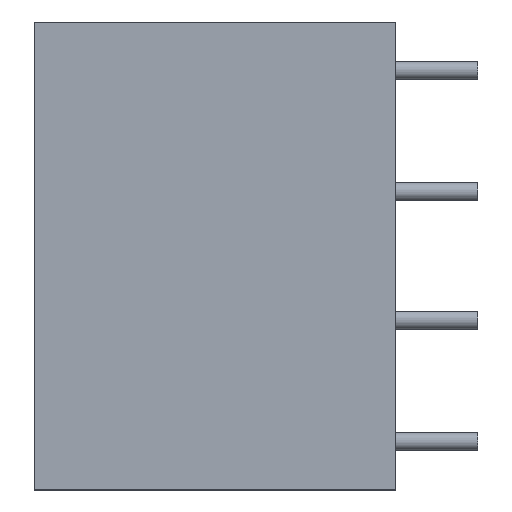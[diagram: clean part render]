
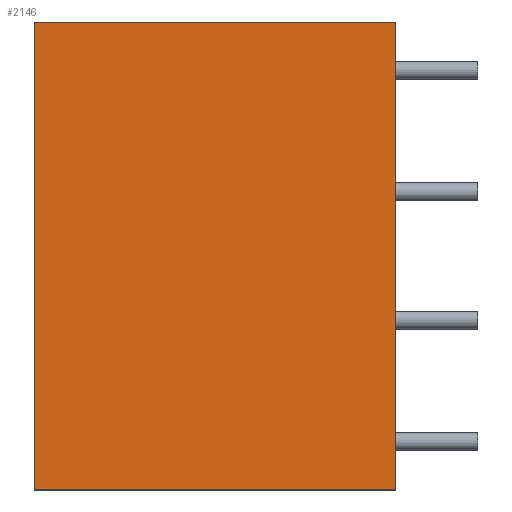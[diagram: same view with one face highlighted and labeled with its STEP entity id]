
A CAD part, left-side view. The second image highlights one B-rep face of the part: STEP entity #2146.
In plain terms, the highlighted planar face has unit normal (-1, 0, 0).
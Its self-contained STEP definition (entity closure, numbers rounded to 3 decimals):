
#121 = CARTESIAN_POINT ( 'NONE',  ( -23.75, 22., 3.9 ) ) ;
#139 = DIRECTION ( 'NONE',  ( -1., 0., 0. ) ) ;
#174 = EDGE_CURVE ( 'NONE', #1239, #421, #2104, .T. ) ;
#183 = CARTESIAN_POINT ( 'NONE',  ( -23.75, 22., 14.25 ) ) ;
#265 = CARTESIAN_POINT ( 'NONE',  ( -23.75, 0., 3.9 ) ) ;
#297 = VERTEX_POINT ( 'NONE', #183 ) ;
#363 = VERTEX_POINT ( 'NONE', #1165 ) ;
#392 = EDGE_LOOP ( 'NONE', ( #1345, #834, #1354, #2057 ) ) ;
#421 = VERTEX_POINT ( 'NONE', #478 ) ;
#478 = CARTESIAN_POINT ( 'NONE',  ( -23.75, 0., -14.25 ) ) ;
#542 = EDGE_CURVE ( 'NONE', #297, #363, #1886, .T. ) ;
#597 = DIRECTION ( 'NONE',  ( 0., -1., 0. ) ) ;
#738 = CARTESIAN_POINT ( 'NONE',  ( -23.75, 22., 14.25 ) ) ;
#815 = CARTESIAN_POINT ( 'NONE',  ( -23.75, 22., -14.25 ) ) ;
#834 = ORIENTED_EDGE ( 'NONE', *, *, #1573, .F. ) ;
#895 = EDGE_CURVE ( 'NONE', #363, #421, #1125, .T. ) ;
#1004 = DIRECTION ( 'NONE',  ( 0., 0., -1. ) ) ;
#1057 = VECTOR ( 'NONE', #1461, 1000. ) ;
#1068 = VECTOR ( 'NONE', #597, 1000. ) ;
#1125 = LINE ( 'NONE', #815, #1068 ) ;
#1136 = DIRECTION ( 'NONE',  ( 0., -1., 0. ) ) ;
#1165 = CARTESIAN_POINT ( 'NONE',  ( -23.75, 22., -14.25 ) ) ;
#1166 = AXIS2_PLACEMENT_3D ( 'NONE', #121, #139, #2212 ) ;
#1239 = VERTEX_POINT ( 'NONE', #1997 ) ;
#1262 = PLANE ( 'NONE',  #1166 ) ;
#1345 = ORIENTED_EDGE ( 'NONE', *, *, #174, .F. ) ;
#1354 = ORIENTED_EDGE ( 'NONE', *, *, #542, .T. ) ;
#1387 = VECTOR ( 'NONE', #1136, 1000. ) ;
#1461 = DIRECTION ( 'NONE',  ( 0., 0., -1. ) ) ;
#1573 = EDGE_CURVE ( 'NONE', #297, #1239, #2203, .T. ) ;
#1886 = LINE ( 'NONE', #2234, #1057 ) ;
#1997 = CARTESIAN_POINT ( 'NONE',  ( -23.75, 0., 14.25 ) ) ;
#2054 = VECTOR ( 'NONE', #1004, 1000. ) ;
#2057 = ORIENTED_EDGE ( 'NONE', *, *, #895, .T. ) ;
#2104 = LINE ( 'NONE', #265, #2054 ) ;
#2146 = ADVANCED_FACE ( 'NONE', ( #2256 ), #1262, .T. ) ;
#2203 = LINE ( 'NONE', #738, #1387 ) ;
#2212 = DIRECTION ( 'NONE',  ( 0., 0., 1. ) ) ;
#2234 = CARTESIAN_POINT ( 'NONE',  ( -23.75, 22., 3.9 ) ) ;
#2256 = FACE_OUTER_BOUND ( 'NONE', #392, .T. ) ;
